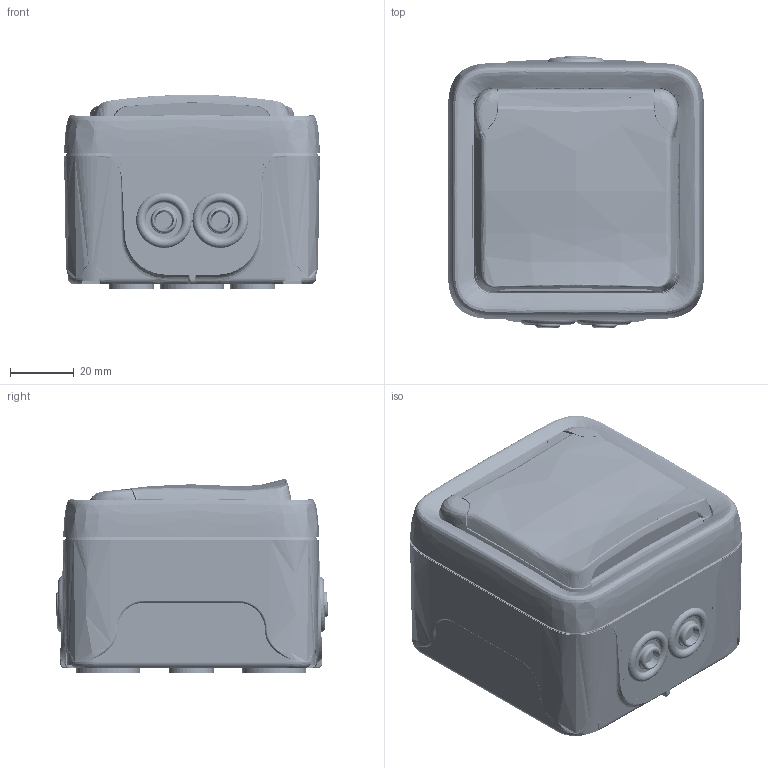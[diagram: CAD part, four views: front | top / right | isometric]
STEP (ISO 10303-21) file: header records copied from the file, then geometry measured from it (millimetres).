
FILE_DESCRIPTION(('CATIA V5 STEP Exchange','CAx-IF Rec.Pracs.--- Model Styling and Organization---1.5--- 2016-08-15','CAx-IF Rec.Pracs.---Supplemental Geometry---1.0---2011-11-01','CAx-IF Rec.Pracs.--- Composite Materials ---1.1---2010-07-15'),'2;1');
FILE_NAME('069731-ASS-2.stp','2022-04-25T08:48:50+00:00',('none'),('none'),'CATIA Version 5-6 Release 2020 SP3','CATIA V5 STEP AP214 v2','none');
FILE_SCHEMA(('AUTOMOTIVE_DESIGN { 1 0 10303 214 1 1 1 1 }'));
Products named in the file (23): 069731 ; 0243B22-ASS-1; enjo prise; loquet_01-12-04; 0085831; volet; 0461YM500-ASS-1; 0090_Q27; 0231A77-ASS-1; 0031E32; 0031E31; 0098342; 0085709; 0229F14; 0085795; 0029G03; 0229F1600; 0029G02-c; 0017560; R47-2; 0046306; 0011893_290904_etanche-bis; 0046325
Assembly tree (27 placements, depth 4):
  069731 
    0243B22-ASS-1
      enjo prise
      loquet_01-12-04  x4
    0085831
    volet
    0461YM500-ASS-1
      0090_Q27
      0231A77-ASS-1
        0031E32
        0031E31
        0098342
        0085709
      0229F14  x2
        0085795
        0029G03
      0229F1600
        0029G02-c
        0017560
        0085795
    R47-2
    0046306
    0011893_290904_etanche-bis
    0046325
Bounding box: 80 x 84.94 x 60.73 mm (x, y, z)
Volume: 114169.5 mm3; surface area: 144044.9 mm2
Topology: 31 solids, 31 shells, 7056 faces, 19478 edges, 12424 vertices
Faces by surface type: plane 3167, cylinder 1354, bspline 1327, cone 658, torus 405, extrusion 74, sphere 71
Entity records: 332303 total; most frequent: CARTESIAN_POINT 187519, ORIENTED_EDGE 36090, DIRECTION 18684, EDGE_CURVE 18045, VERTEX_POINT 11590, VECTOR 7699, B_SPLINE_CURVE_WITH_KNOTS 7672, LINE 7631
